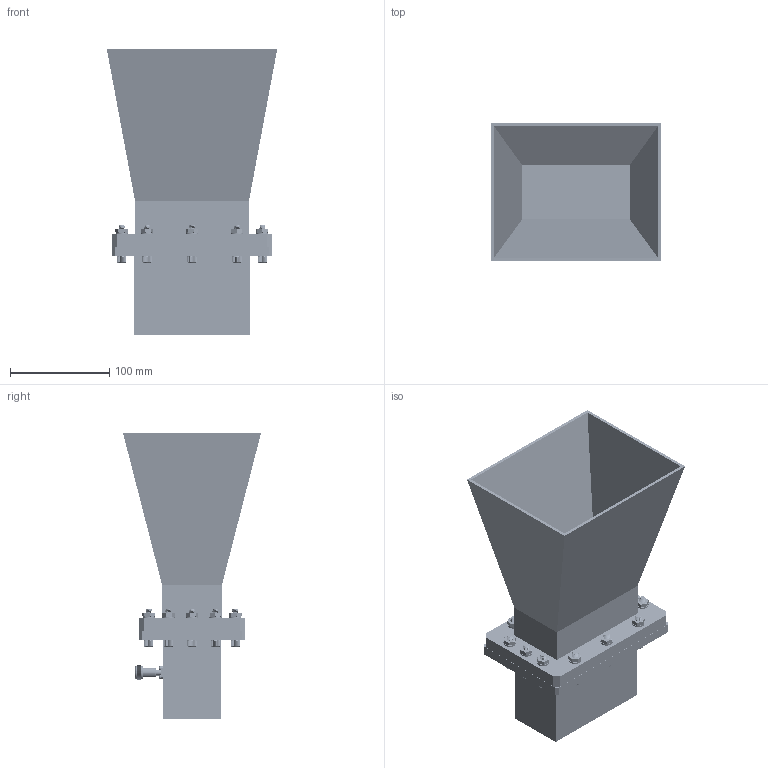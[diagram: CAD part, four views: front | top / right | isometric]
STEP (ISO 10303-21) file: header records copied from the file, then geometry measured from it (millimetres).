
FILE_DESCRIPTION (( 'STEP AP214' ), '1' );
FILE_NAME ('PEWAN430-10NF_3D.STEP', '2021-11-02T22:54:03', ( '' ), ( '' ), 'SwSTEP 2.0', 'SolidWorks 2021', '' );
FILE_SCHEMA (( 'AUTOMOTIVE_DESIGN' ));
Length unit declared in the file: inch
Products named in the file (11): PEWAN430-10NF_3D; 1-4-20SH-HXx1.25_92196A544; Copy of 112-N^Copy of PE9872_CON_PE9872; Copy of 06142-con screw^Copy of PE9872_CON_PE9872; 1-4-20HN_94846A029; 1-4-LW; PE9872; Copy of PE9872_CON^PE9872; Copy of PE9872_Body^PE9872; PEWAN430-10; Copy of 112-N-PANEL^Copy of PE9872_CON_PE9872
Assembly tree (46 placements, depth 4):
  PEWAN430-10NF_3D
    PE9872
      Copy of PE9872_CON^PE9872
        Copy of 06142-con screw^Copy of PE9872_CON_PE9872  x4
        Copy of 112-N-PANEL^Copy of PE9872_CON_PE9872
        Copy of 112-N^Copy of PE9872_CON_PE9872
      Copy of PE9872_Body^PE9872
    PEWAN430-10
    1-4-20SH-HXx1.25_92196A544  x12
    1-4-LW  x12
    1-4-20HN_94846A029  x12
Bounding box: 172.12 x 139.44 x 288.9 mm (x, y, z)
Volume: 675450.7 mm3; surface area: 336381.4 mm2
Topology: 44 solids, 44 shells, 3031 faces, 6920 edges, 4015 vertices
Faces by surface type: plane 1846, cone 1002, cylinder 119, bspline 64
Full cylindrical faces by diameter (mm): 1.7 x1, 2.7 x4, 3.04 x1, 4 x1, 4.1 x1, 4.3 x4, 6 x1, 6.35 x2, 6.76 x10, 6.782 x10, 7 x1, 10 x1, 13.5 x2
Entity records: 16414 total; most frequent: CARTESIAN_POINT 6125, ORIENTED_EDGE 1714, DIRECTION 1642, EDGE_CURVE 857, AXIS2_PLACEMENT_3D 636, VERTEX_POINT 549, EDGE_LOOP 522, FACE_OUTER_BOUND 431
